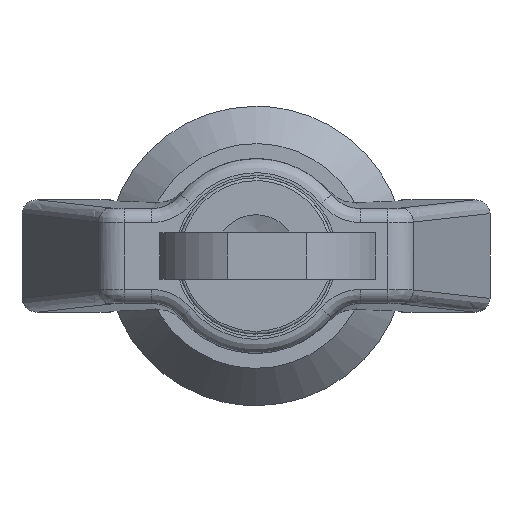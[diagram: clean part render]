
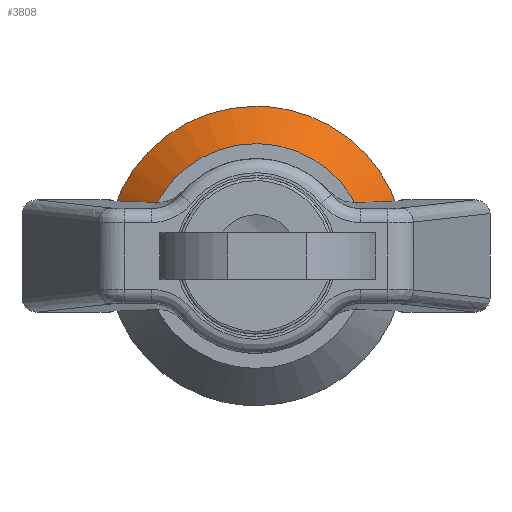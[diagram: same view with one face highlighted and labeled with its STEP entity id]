
A CAD part, front view. The second image highlights one B-rep face of the part: STEP entity #3808.
In plain terms, the highlighted free-form (B-spline) face has degree [2, 1] with [5, 2] control points.
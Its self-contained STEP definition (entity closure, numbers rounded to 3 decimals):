
#3597=CARTESIAN_POINT('',(-1.6,-15.97,-0.977));
#3598=VERTEX_POINT('',#3597);
#3604=CARTESIAN_POINT('',(-1.6,-15.951,-1.255));
#3605=VERTEX_POINT('',#3604);
#3606=CARTESIAN_POINT('',(-1.6,-15.951,-1.255));
#3607=CARTESIAN_POINT('',(-1.6,-15.962,-1.116));
#3608=CARTESIAN_POINT('',(-1.6,-15.97,-0.977));
#3616=(BOUNDED_CURVE()B_SPLINE_CURVE(2,(#3606,#3607,#3608),.UNSPECIFIED.,.F.,.U.)B_SPLINE_CURVE_WITH_KNOTS((3,3),(0.736,0.739),.UNSPECIFIED.)CURVE()GEOMETRIC_REPRESENTATION_ITEM()RATIONAL_B_SPLINE_CURVE((0.97,0.973,0.976))REPRESENTATION_ITEM(''));
#3617=EDGE_CURVE('',#3605,#3598,#3616,.T.);
#3657=CARTESIAN_POINT('',(-1.6,15.951,1.255));
#3658=VERTEX_POINT('',#3657);
#3674=CARTESIAN_POINT('',(-1.6,0.0,16.));
#3675=VERTEX_POINT('',#3674);
#3676=CARTESIAN_POINT('',(-1.6,0.0,16.));
#3677=CARTESIAN_POINT('',(-1.6,14.79,16.));
#3678=CARTESIAN_POINT('',(-1.6,15.951,1.255));
#3686=(BOUNDED_CURVE()B_SPLINE_CURVE(2,(#3676,#3677,#3678),.UNSPECIFIED.,.F.,.U.)B_SPLINE_CURVE_WITH_KNOTS((3,3),(0.0,0.236),.UNSPECIFIED.)CURVE()GEOMETRIC_REPRESENTATION_ITEM()RATIONAL_B_SPLINE_CURVE((1.0,0.723,0.97))REPRESENTATION_ITEM(''));
#3687=EDGE_CURVE('',#3675,#3658,#3686,.T.);
#3689=CARTESIAN_POINT('',(-1.6,-15.97,-0.977));
#3690=CARTESIAN_POINT('',(-1.6,-16.,-0.489));
#3691=CARTESIAN_POINT('',(-1.6,-16.,0.0));
#3692=CARTESIAN_POINT('',(-1.6,-16.,16.));
#3693=CARTESIAN_POINT('',(-1.6,0.0,16.));
#3701=(BOUNDED_CURVE()B_SPLINE_CURVE(2,(#3689,#3690,#3691,#3692,#3693),.UNSPECIFIED.,.F.,.U.)B_SPLINE_CURVE_WITH_KNOTS((3,2,3),(0.739,0.75,1.0),.UNSPECIFIED.)CURVE()GEOMETRIC_REPRESENTATION_ITEM()RATIONAL_B_SPLINE_CURVE((0.976,0.988,1.0,0.707,1.0))REPRESENTATION_ITEM(''));
#3702=EDGE_CURVE('',#3598,#3675,#3701,.T.);
#3741=CARTESIAN_POINT('',(-6.11,11.863,0.934));
#3742=CARTESIAN_POINT('',(-6.11,10.93,12.797));
#3743=CARTESIAN_POINT('',(-6.11,-0.934,11.863));
#3744=CARTESIAN_POINT('',(-6.11,-12.797,10.93));
#3745=CARTESIAN_POINT('',(-6.11,-11.863,-0.934));
#3746=CARTESIAN_POINT('',(-1.487,16.053,1.263));
#3747=CARTESIAN_POINT('',(-1.487,14.789,17.316));
#3748=CARTESIAN_POINT('',(-1.487,-1.263,16.053));
#3749=CARTESIAN_POINT('',(-1.487,-17.316,14.789));
#3750=CARTESIAN_POINT('',(-1.487,-16.053,-1.263));
#3758=(BOUNDED_SURFACE()B_SPLINE_SURFACE(2,1,((#3741,#3746),(#3742,#3747),(#3743,#3748),(#3744,#3749),(#3745,#3750)),.UNSPECIFIED.,.F.,.F.,.U.)B_SPLINE_SURFACE_WITH_KNOTS((3,2,3),(2,2),(0.0,26.679,53.359),(0.0,6.247),.UNSPECIFIED.)GEOMETRIC_REPRESENTATION_ITEM()RATIONAL_B_SPLINE_SURFACE(((1.0,1.0),(0.707,0.707),(1.0,1.0),(0.707,0.707),(1.0,1.0)))REPRESENTATION_ITEM('')SURFACE());
#3759=ORIENTED_EDGE('',*,*,#3687,.T.);
#3760=CARTESIAN_POINT('',(-6.,11.963,0.942));
#3761=VERTEX_POINT('',#3760);
#3762=CARTESIAN_POINT('',(-6.,11.963,0.942));
#3763=CARTESIAN_POINT('',(-1.6,15.951,1.255));
#3764=QUASI_UNIFORM_CURVE('',1,(#3762,#3763),.UNSPECIFIED.,.F.,.U.);
#3765=EDGE_CURVE('',#3761,#3658,#3764,.T.);
#3766=ORIENTED_EDGE('',*,*,#3765,.F.);
#3767=CARTESIAN_POINT('',(-6.,0.0,12.));
#3768=VERTEX_POINT('',#3767);
#3769=CARTESIAN_POINT('',(-6.,0.0,12.));
#3770=CARTESIAN_POINT('',(-6.,11.093,12.));
#3771=CARTESIAN_POINT('',(-6.,11.963,0.942));
#3779=(BOUNDED_CURVE()B_SPLINE_CURVE(2,(#3769,#3770,#3771),.UNSPECIFIED.,.F.,.U.)B_SPLINE_CURVE_WITH_KNOTS((3,3),(0.0,0.236),.UNSPECIFIED.)CURVE()GEOMETRIC_REPRESENTATION_ITEM()RATIONAL_B_SPLINE_CURVE((1.0,0.723,0.97))REPRESENTATION_ITEM(''));
#3780=EDGE_CURVE('',#3768,#3761,#3779,.T.);
#3781=ORIENTED_EDGE('',*,*,#3780,.F.);
#3782=CARTESIAN_POINT('',(-6.,-11.963,-0.942));
#3783=VERTEX_POINT('',#3782);
#3784=CARTESIAN_POINT('',(-6.,-11.963,-0.942));
#3785=CARTESIAN_POINT('',(-6.,-12.,-0.471));
#3786=CARTESIAN_POINT('',(-6.,-12.,0.0));
#3787=CARTESIAN_POINT('',(-6.,-12.,12.));
#3788=CARTESIAN_POINT('',(-6.,0.0,12.));
#3796=(BOUNDED_CURVE()B_SPLINE_CURVE(2,(#3784,#3785,#3786,#3787,#3788),.UNSPECIFIED.,.F.,.U.)B_SPLINE_CURVE_WITH_KNOTS((3,2,3),(0.736,0.75,1.0),.UNSPECIFIED.)CURVE()GEOMETRIC_REPRESENTATION_ITEM()RATIONAL_B_SPLINE_CURVE((0.97,0.984,1.0,0.707,1.0))REPRESENTATION_ITEM(''));
#3797=EDGE_CURVE('',#3783,#3768,#3796,.T.);
#3798=ORIENTED_EDGE('',*,*,#3797,.F.);
#3799=CARTESIAN_POINT('',(-6.,-11.963,-0.942));
#3800=CARTESIAN_POINT('',(-1.6,-15.951,-1.255));
#3801=QUASI_UNIFORM_CURVE('',1,(#3799,#3800),.UNSPECIFIED.,.F.,.U.);
#3802=EDGE_CURVE('',#3783,#3605,#3801,.T.);
#3803=ORIENTED_EDGE('',*,*,#3802,.T.);
#3804=ORIENTED_EDGE('',*,*,#3617,.T.);
#3805=ORIENTED_EDGE('',*,*,#3702,.T.);
#3806=EDGE_LOOP('',(#3759,#3766,#3781,#3798,#3803,#3804,#3805));
#3807=FACE_OUTER_BOUND('',#3806,.T.);
#3808=ADVANCED_FACE('',(#3807),#3758,.T.);
